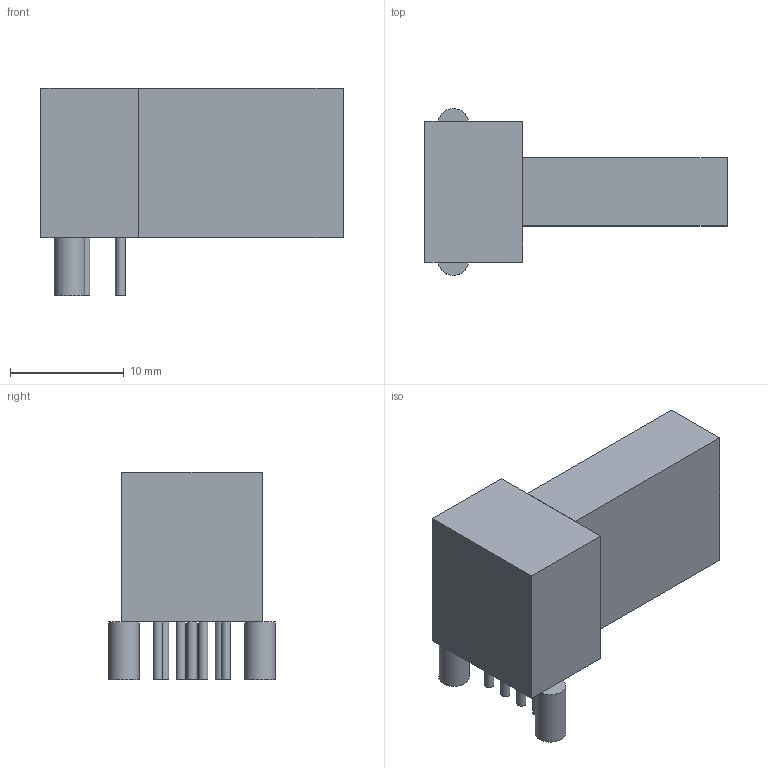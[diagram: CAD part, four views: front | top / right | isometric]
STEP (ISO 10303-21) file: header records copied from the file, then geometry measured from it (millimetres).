
FILE_DESCRIPTION(('FreeCAD Model'),'2;1');
FILE_NAME('803135.1.12.stp','2020-11-09T11:19:19',( 'Author'),(''),'Open CASCADE STEP processor 6.9','FreeCAD','Unknown' );
FILE_SCHEMA(('AUTOMOTIVE_DESIGN { 1 0 10303 214 1 1 1 1 }'));
Length unit declared in the file: millimetre
Products named in the file (3): ASSEMBLY; Body; Leads
Assembly tree (10 placements, depth 2):
  ASSEMBLY
    Body
    Leads  x9
Bounding box: 26.6 x 14.7 x 18.3 mm (x, y, z)
Volume: 3538.7 mm3; surface area: 3523.4 mm2
Topology: 83 solids, 83 shells, 255 faces, 267 edges, 178 vertices
Faces by surface type: plane 174, cylinder 81
Full cylindrical faces by diameter (mm): 0.8 x36, 0.9 x27, 2.7 x18
Entity records: 1659 total; most frequent: DIRECTION 271, CARTESIAN_POINT 237, LINE 117, VECTOR 117, ORIENTED_EDGE 102, PCURVE 102, DEFINITIONAL_REPRESENTATION 102, AXIS2_PLACEMENT_3D 68
